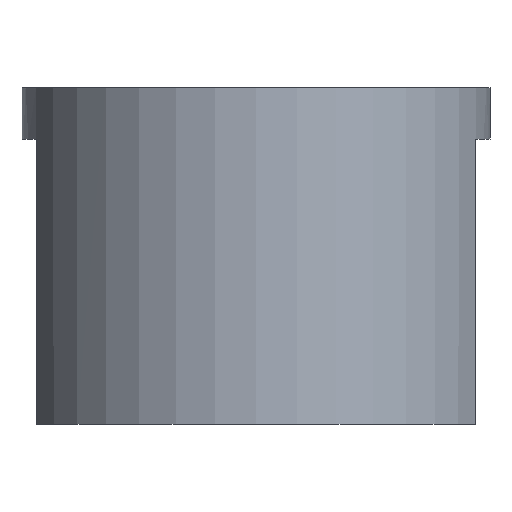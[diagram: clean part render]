
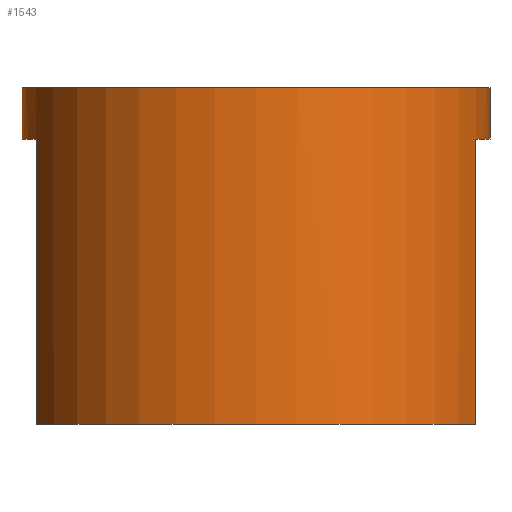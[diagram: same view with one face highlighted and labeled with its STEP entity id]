
A CAD part, front view. The second image highlights one B-rep face of the part: STEP entity #1543.
In plain terms, the highlighted cylindrical face has radius 41 mm (diameter 82 mm), a partial arc.
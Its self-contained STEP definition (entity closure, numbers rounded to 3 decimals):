
#1472=CARTESIAN_POINT('Axis2P3D Location',(0.,0.,17.5)) ;
#1477=CARTESIAN_POINT('Axis2P3D Location',(0.,0.,0.)) ;
#1481=CARTESIAN_POINT('Vertex',(-38.5,-14.098,0.)) ;
#1483=CARTESIAN_POINT('Vertex',(38.5,-14.098,0.)) ;
#1486=CARTESIAN_POINT('Line Origine',(38.5,-14.098,17.5)) ;
#1490=CARTESIAN_POINT('Vertex',(38.5,-14.098,50.)) ;
#1493=CARTESIAN_POINT('Axis2P3D Location',(0.,0.,50.)) ;
#1497=CARTESIAN_POINT('Vertex',(41.,0.,50.)) ;
#1500=CARTESIAN_POINT('Line Origine',(41.,0.,17.5)) ;
#1504=CARTESIAN_POINT('Vertex',(41.,0.,59.)) ;
#1507=CARTESIAN_POINT('Axis2P3D Location',(0.,0.,59.)) ;
#1511=CARTESIAN_POINT('Vertex',(-41.,0.,59.)) ;
#1514=CARTESIAN_POINT('Line Origine',(-41.,0.,17.5)) ;
#1518=CARTESIAN_POINT('Vertex',(-41.,0.,50.)) ;
#1521=CARTESIAN_POINT('Axis2P3D Location',(0.,0.,50.)) ;
#1525=CARTESIAN_POINT('Vertex',(-38.5,-14.098,50.)) ;
#1528=CARTESIAN_POINT('Line Origine',(-38.5,-14.098,17.5)) ;
#1488=VECTOR('Line Direction',#1487,1.) ;
#1502=VECTOR('Line Direction',#1501,1.) ;
#1516=VECTOR('Line Direction',#1515,1.) ;
#1530=VECTOR('Line Direction',#1529,1.) ;
#1473=DIRECTION('Axis2P3D Direction',(0.,0.,1.)) ;
#1474=DIRECTION('Axis2P3D XDirection',(1.,0.,0.)) ;
#1478=DIRECTION('Axis2P3D Direction',(0.,0.,1.)) ;
#1487=DIRECTION('Vector Direction',(0.,0.,1.)) ;
#1494=DIRECTION('Axis2P3D Direction',(0.,0.,1.)) ;
#1501=DIRECTION('Vector Direction',(0.,0.,1.)) ;
#1508=DIRECTION('Axis2P3D Direction',(0.,0.,1.)) ;
#1515=DIRECTION('Vector Direction',(0.,0.,1.)) ;
#1522=DIRECTION('Axis2P3D Direction',(0.,0.,1.)) ;
#1529=DIRECTION('Vector Direction',(0.,0.,1.)) ;
#1475=AXIS2_PLACEMENT_3D('Cylinder Axis2P3D',#1472,#1473,#1474) ;
#1479=AXIS2_PLACEMENT_3D('Circle Axis2P3D',#1477,#1478,$) ;
#1495=AXIS2_PLACEMENT_3D('Circle Axis2P3D',#1493,#1494,$) ;
#1509=AXIS2_PLACEMENT_3D('Circle Axis2P3D',#1507,#1508,$) ;
#1523=AXIS2_PLACEMENT_3D('Circle Axis2P3D',#1521,#1522,$) ;
#1489=LINE('Line',#1486,#1488) ;
#1503=LINE('Line',#1500,#1502) ;
#1517=LINE('Line',#1514,#1516) ;
#1531=LINE('Line',#1528,#1530) ;
#1480=CIRCLE('generated circle',#1479,41.) ;
#1496=CIRCLE('generated circle',#1495,41.) ;
#1510=CIRCLE('generated circle',#1509,41.) ;
#1524=CIRCLE('generated circle',#1523,41.) ;
#1476=CYLINDRICAL_SURFACE('generated cylinder',#1475,41.) ;
#1485=EDGE_CURVE('',#1482,#1484,#1480,.T.) ;
#1492=EDGE_CURVE('',#1484,#1491,#1489,.T.) ;
#1499=EDGE_CURVE('',#1491,#1498,#1496,.T.) ;
#1506=EDGE_CURVE('',#1498,#1505,#1503,.T.) ;
#1513=EDGE_CURVE('',#1505,#1512,#1510,.F.) ;
#1520=EDGE_CURVE('',#1512,#1519,#1517,.F.) ;
#1527=EDGE_CURVE('',#1519,#1526,#1524,.T.) ;
#1532=EDGE_CURVE('',#1526,#1482,#1531,.F.) ;
#1534=ORIENTED_EDGE('',*,*,#1485,.T.) ;
#1535=ORIENTED_EDGE('',*,*,#1492,.T.) ;
#1536=ORIENTED_EDGE('',*,*,#1499,.T.) ;
#1537=ORIENTED_EDGE('',*,*,#1506,.T.) ;
#1538=ORIENTED_EDGE('',*,*,#1513,.T.) ;
#1539=ORIENTED_EDGE('',*,*,#1520,.T.) ;
#1540=ORIENTED_EDGE('',*,*,#1527,.T.) ;
#1541=ORIENTED_EDGE('',*,*,#1532,.T.) ;
#1533=EDGE_LOOP('',(#1534,#1535,#1536,#1537,#1538,#1539,#1540,#1541)) ;
#1482=VERTEX_POINT('',#1481) ;
#1484=VERTEX_POINT('',#1483) ;
#1491=VERTEX_POINT('',#1490) ;
#1498=VERTEX_POINT('',#1497) ;
#1505=VERTEX_POINT('',#1504) ;
#1512=VERTEX_POINT('',#1511) ;
#1519=VERTEX_POINT('',#1518) ;
#1526=VERTEX_POINT('',#1525) ;
#1543=ADVANCED_FACE('Superficie.61',(#1542),#1476,.T.) ;
#1542=FACE_OUTER_BOUND('',#1533,.T.) ;
